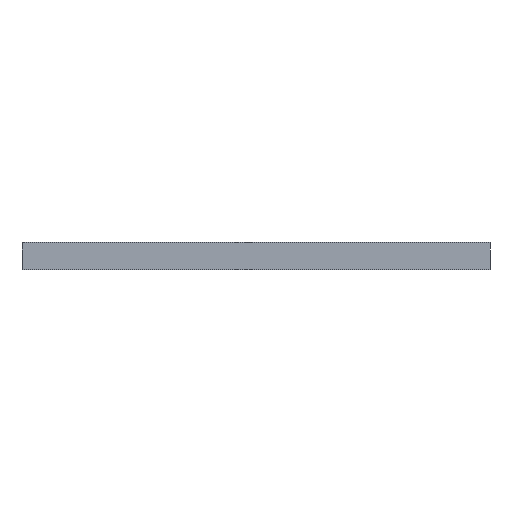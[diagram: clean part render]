
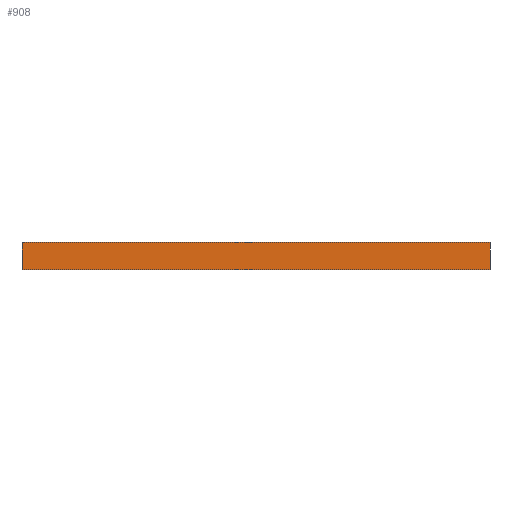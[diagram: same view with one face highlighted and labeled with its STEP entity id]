
A CAD part, front view. The second image highlights one B-rep face of the part: STEP entity #908.
In plain terms, the highlighted planar face has unit normal (0, -1, 0).
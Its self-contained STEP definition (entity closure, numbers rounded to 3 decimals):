
#20 = FACE_OUTER_BOUND ( 'NONE', #660, .T. ) ;
#31 = CARTESIAN_POINT ( 'NONE',  ( -85., -20., -1.25 ) ) ;
#37 = CARTESIAN_POINT ( 'NONE',  ( 85., -20., -8. ) ) ;
#46 = CARTESIAN_POINT ( 'NONE',  ( 85., -20., 0. ) ) ;
#59 = VECTOR ( 'NONE', #1003, 1000. ) ;
#66 = LINE ( 'NONE', #475, #59 ) ;
#82 = VECTOR ( 'NONE', #916, 1000. ) ;
#90 = LINE ( 'NONE', #46, #82 ) ;
#112 = VECTOR ( 'NONE', #241, 1000. ) ;
#114 = EDGE_CURVE ( 'NONE', #588, #1077, #218, .T. ) ;
#141 = LINE ( 'NONE', #593, #112 ) ;
#142 = LINE ( 'NONE', #874, #160 ) ;
#160 = VECTOR ( 'NONE', #212, 1000. ) ;
#188 = CARTESIAN_POINT ( 'NONE',  ( 85., -20., 2. ) ) ;
#206 = VECTOR ( 'NONE', #897, 1000. ) ;
#212 = DIRECTION ( 'NONE',  ( 0., 0., 1. ) ) ;
#218 = LINE ( 'NONE', #863, #206 ) ;
#241 = DIRECTION ( 'NONE',  ( -1., 0., 0. ) ) ;
#313 = EDGE_CURVE ( 'NONE', #786, #745, #142, .T. ) ;
#320 = CARTESIAN_POINT ( 'NONE',  ( -85., -20., -8. ) ) ;
#325 = CARTESIAN_POINT ( 'NONE',  ( -85., -20., 0. ) ) ;
#368 = EDGE_CURVE ( 'NONE', #745, #876, #141, .T. ) ;
#431 = EDGE_CURVE ( 'NONE', #786, #588, #90, .T. ) ;
#460 = DIRECTION ( 'NONE',  ( 0., 0., 1. ) ) ;
#475 = CARTESIAN_POINT ( 'NONE',  ( -85., -20., 0. ) ) ;
#515 = ORIENTED_EDGE ( 'NONE', *, *, #313, .T. ) ;
#516 = ORIENTED_EDGE ( 'NONE', *, *, #114, .F. ) ;
#517 = EDGE_CURVE ( 'NONE', #635, #1077, #66, .T. ) ;
#520 = CARTESIAN_POINT ( 'NONE',  ( 85., -20., -1.25 ) ) ;
#522 = ORIENTED_EDGE ( 'NONE', *, *, #431, .F. ) ;
#524 = ORIENTED_EDGE ( 'NONE', *, *, #368, .T. ) ;
#540 = ORIENTED_EDGE ( 'NONE', *, *, #951, .F. ) ;
#574 = DIRECTION ( 'NONE',  ( 0., 1., 0. ) ) ;
#588 = VERTEX_POINT ( 'NONE', #37 ) ;
#591 = ORIENTED_EDGE ( 'NONE', *, *, #517, .T. ) ;
#593 = CARTESIAN_POINT ( 'NONE',  ( 85., -20., 2. ) ) ;
#635 = VERTEX_POINT ( 'NONE', #31 ) ;
#645 = VECTOR ( 'NONE', #460, 1000. ) ;
#660 = EDGE_LOOP ( 'NONE', ( #591, #516, #522, #515, #524, #540 ) ) ;
#665 = AXIS2_PLACEMENT_3D ( 'NONE', #1086, #574, #803 ) ;
#666 = CARTESIAN_POINT ( 'NONE',  ( -85., -20., 2. ) ) ;
#745 = VERTEX_POINT ( 'NONE', #188 ) ;
#786 = VERTEX_POINT ( 'NONE', #520 ) ;
#803 = DIRECTION ( 'NONE',  ( 0., 0., 1. ) ) ;
#852 = LINE ( 'NONE', #325, #645 ) ;
#863 = CARTESIAN_POINT ( 'NONE',  ( 85., -20., -8. ) ) ;
#874 = CARTESIAN_POINT ( 'NONE',  ( 85., -20., -1.25 ) ) ;
#876 = VERTEX_POINT ( 'NONE', #666 ) ;
#897 = DIRECTION ( 'NONE',  ( -1., 0., 0. ) ) ;
#908 = ADVANCED_FACE ( 'NONE', ( #20 ), #952, .F. ) ;
#916 = DIRECTION ( 'NONE',  ( 0., 0., -1. ) ) ;
#951 = EDGE_CURVE ( 'NONE', #635, #876, #852, .T. ) ;
#952 = PLANE ( 'NONE',  #665 ) ;
#1003 = DIRECTION ( 'NONE',  ( 0., 0., -1. ) ) ;
#1077 = VERTEX_POINT ( 'NONE', #320 ) ;
#1086 = CARTESIAN_POINT ( 'NONE',  ( 85., -20., 0. ) ) ;
